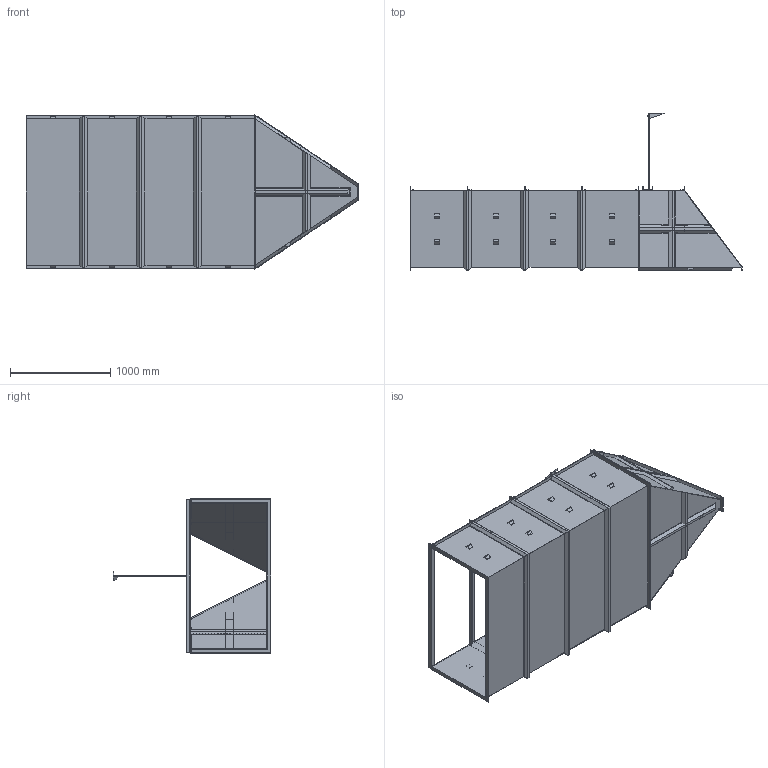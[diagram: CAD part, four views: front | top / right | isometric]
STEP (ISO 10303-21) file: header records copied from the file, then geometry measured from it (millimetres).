
FILE_DESCRIPTION (( 'STEP AP214' ), '1' );
FILE_NAME ('2.5H Flume Assy with options.STEP', '2020-08-31T18:11:34', ( '' ), ( '' ), 'SwSTEP 2.0', 'SolidWorks 2020', '' );
FILE_SCHEMA (( 'AUTOMOTIVE_DESIGN' ));
Length unit declared in the file: inch
Products named in the file (13): Ulstrasonic Bracket Assy_30in height - Default; H Flume Ultrasonic Bkt Assem1_2.0H Flume; C Channel Ultrasonic Bkt_2.0H Flume; hex nut_ai_HNUT 0.2500-20-D-N; Parshall Staff Gauge 24in long parshall staff gauge_English Staff Gauge - 30"; 2.5H Flume Assy with options; 2.5H H Flume_2.5'' H FLUME W-OPTIONS; 2.5H H Flume ApproacH Section_2.5'' H; base plate; Top Bracket Rev A sheet metal; shaft_30in Default; Ultrasonic Top Plate Assembly Rev A; Top Bracket Tube
Assembly tree (12 placements, depth 5):
  2.5H Flume Assy with options
    2.5H H Flume_2.5'' H FLUME W-OPTIONS
    2.5H H Flume ApproacH Section_2.5'' H
    H Flume Ultrasonic Bkt Assem1_2.0H Flume
      Ulstrasonic Bracket Assy_30in height - Default
        base plate
        shaft_30in Default
        Ultrasonic Top Plate Assembly Rev A
          Top Bracket Rev A sheet metal
          Top Bracket Tube
          hex nut_ai_HNUT 0.2500-20-D-N
      C Channel Ultrasonic Bkt_2.0H Flume
    Parshall Staff Gauge 24in long parshall staff gauge_English Staff Gauge - 30"
Bounding box: 3314.7 x 1568.39 x 1539.38 mm (x, y, z)
Volume: 52972145.4 mm3; surface area: 26271649.4 mm2
Topology: 38 solids, 52 shells, 584 faces, 1442 edges, 956 vertices
Faces by surface type: plane 534, cylinder 31, cone 16, bspline 3
Entity records: 20439 total; most frequent: CARTESIAN_POINT 3462, ORIENTED_EDGE 2868, DIRECTION 2664, EDGE_CURVE 1442, VECTOR 1336, LINE 1336, VERTEX_POINT 956, AXIS2_PLACEMENT_3D 664
